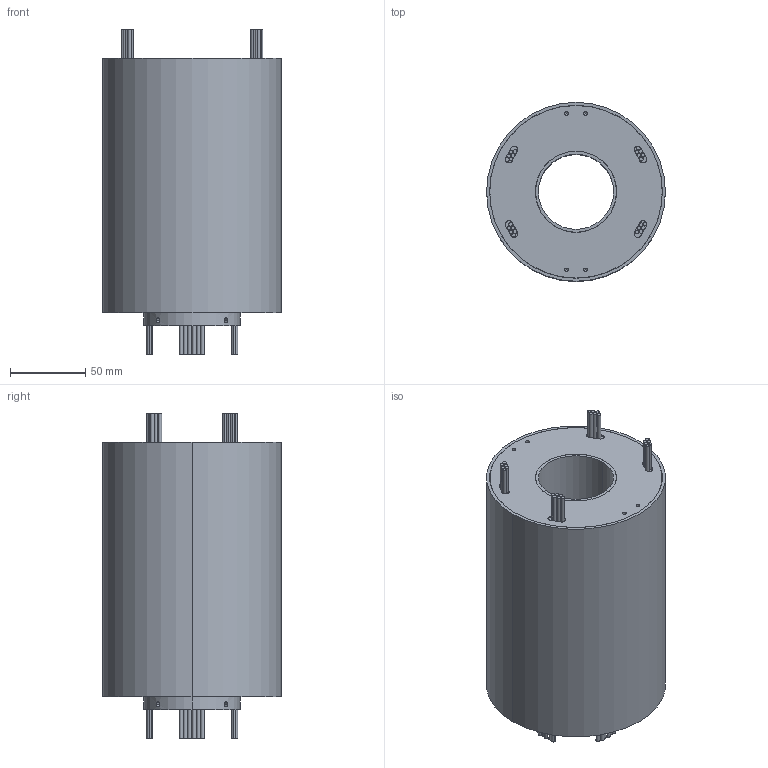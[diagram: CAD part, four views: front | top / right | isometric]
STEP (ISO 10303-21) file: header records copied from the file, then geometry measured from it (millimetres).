
FILE_DESCRIPTION (( 'STEP AP203' ), '1' );
FILE_NAME ('RX01023002.STEP', '2020-11-07T00:32:18', ( '微软用户' ), ( '微软中国' ), 'SwSTEP 2.0', 'SolidWorks 2014', '' );
FILE_SCHEMA (( 'CONFIG_CONTROL_DESIGN' ));
Length unit declared in the file: millimetre
Products named in the file (1): RX01023002
Bounding box: 119 x 119 x 215.8 mm (x, y, z)
Volume: 1563971.4 mm3; surface area: 125192 mm2
Topology: 1 solids, 1 shells, 249 faces, 556 edges, 364 vertices
Faces by surface type: cylinder 168, plane 73, cone 8
Entity records: 7499 total; most frequent: CARTESIAN_POINT 1578, DIRECTION 1360, ORIENTED_EDGE 1096, AXIS2_PLACEMENT_3D 578, EDGE_CURVE 548, VERTEX_POINT 364, CIRCLE 328, EDGE_LOOP 322
